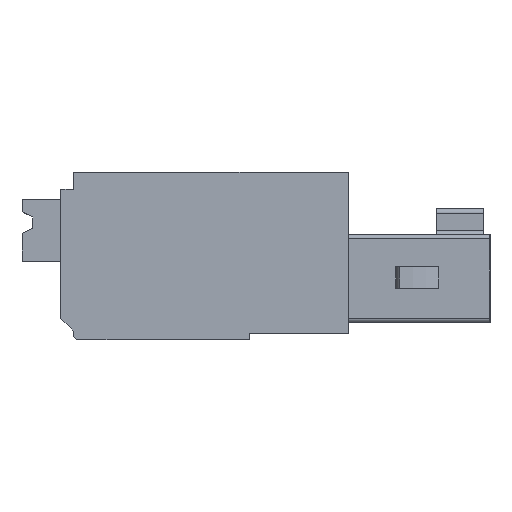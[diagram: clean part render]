
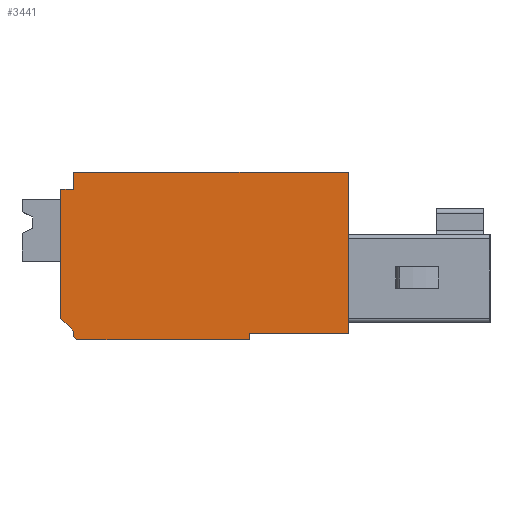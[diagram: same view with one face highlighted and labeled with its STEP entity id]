
A CAD part, left-side view. The second image highlights one B-rep face of the part: STEP entity #3441.
In plain terms, the highlighted planar face has unit normal (-1, 0, 0).
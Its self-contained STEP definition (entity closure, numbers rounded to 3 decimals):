
#770 = DIRECTION ( 'NONE',  ( 0., 0., 1. ) ) ;
#1450 = CARTESIAN_POINT ( 'NONE',  ( 0., 20., 7.8 ) ) ;
#1685 = PLANE ( 'NONE',  #34452 ) ;
#2156 = DIRECTION ( 'NONE',  ( 1., 0., 0. ) ) ;
#2203 = CARTESIAN_POINT ( 'NONE',  ( 0., 11.2, 0. ) ) ;
#2261 = DIRECTION ( 'NONE',  ( -1., 0., 0. ) ) ;
#2342 = ORIENTED_EDGE ( 'NONE', *, *, #31616, .T. ) ;
#2499 = CARTESIAN_POINT ( 'NONE',  ( 0., 19.4, 7.8 ) ) ;
#3011 = CARTESIAN_POINT ( 'NONE',  ( 0., 11.2, 0. ) ) ;
#3424 = CARTESIAN_POINT ( 'NONE',  ( 0., 11.2, 0.3 ) ) ;
#3441 = ADVANCED_FACE ( 'NONE', ( #26165 ), #1685, .F. ) ;
#3667 = DIRECTION ( 'NONE',  ( 0., -1., 0. ) ) ;
#3708 = CARTESIAN_POINT ( 'NONE',  ( 0., 20., 1. ) ) ;
#4747 = EDGE_CURVE ( 'NONE', #35335, #40005, #43045, .T. ) ;
#4771 = VECTOR ( 'NONE', #35004, 1000. ) ;
#5133 = VERTEX_POINT ( 'NONE', #32448 ) ;
#5484 = DIRECTION ( 'NONE',  ( 0., 0., -1. ) ) ;
#7225 = LINE ( 'NONE', #3424, #39357 ) ;
#7529 = VERTEX_POINT ( 'NONE', #27051 ) ;
#7787 = EDGE_CURVE ( 'NONE', #20126, #5133, #7225, .T. ) ;
#7795 = CARTESIAN_POINT ( 'NONE',  ( 0., 19.4, 0.25 ) ) ;
#8261 = EDGE_CURVE ( 'NONE', #15264, #20126, #16633, .T. ) ;
#9074 = VECTOR ( 'NONE', #770, 1000. ) ;
#9111 = CARTESIAN_POINT ( 'NONE',  ( 0., 6.6, 0.3 ) ) ;
#9533 = VECTOR ( 'NONE', #27899, 1000. ) ;
#9601 = DIRECTION ( 'NONE',  ( 0., 0., 1. ) ) ;
#9887 = DIRECTION ( 'NONE',  ( 0., 0., -1. ) ) ;
#10913 = CARTESIAN_POINT ( 'NONE',  ( 0., 20., 7.8 ) ) ;
#11797 = VECTOR ( 'NONE', #30211, 1000. ) ;
#11992 = VECTOR ( 'NONE', #25434, 1000. ) ;
#12614 = LINE ( 'NONE', #9111, #11797 ) ;
#12876 = EDGE_LOOP ( 'NONE', ( #33575, #20820, #45228, #20343, #42475, #37154, #2342, #35054, #15353, #32847, #15252 ) ) ;
#13067 = EDGE_CURVE ( 'NONE', #41987, #43511, #20474, .T. ) ;
#13560 = CARTESIAN_POINT ( 'NONE',  ( 0., 20., 7. ) ) ;
#14730 = EDGE_CURVE ( 'NONE', #43511, #40005, #20273, .T. ) ;
#15252 = ORIENTED_EDGE ( 'NONE', *, *, #7787, .T. ) ;
#15264 = VERTEX_POINT ( 'NONE', #3011 ) ;
#15353 = ORIENTED_EDGE ( 'NONE', *, *, #38140, .T. ) ;
#16302 = VECTOR ( 'NONE', #21150, 1000. ) ;
#16633 = LINE ( 'NONE', #2203, #29052 ) ;
#18636 = EDGE_CURVE ( 'NONE', #30303, #7529, #38454, .T. ) ;
#19493 = VERTEX_POINT ( 'NONE', #41546 ) ;
#19927 = EDGE_CURVE ( 'NONE', #5133, #39475, #12614, .T. ) ;
#20017 = CARTESIAN_POINT ( 'NONE',  ( 0., 19.4, 7. ) ) ;
#20126 = VERTEX_POINT ( 'NONE', #45659 ) ;
#20230 = LINE ( 'NONE', #30977, #9533 ) ;
#20265 = CARTESIAN_POINT ( 'NONE',  ( 0., 19.4, 7.8 ) ) ;
#20273 = LINE ( 'NONE', #20017, #34846 ) ;
#20343 = ORIENTED_EDGE ( 'NONE', *, *, #14730, .T. ) ;
#20474 = LINE ( 'NONE', #20265, #25519 ) ;
#20820 = ORIENTED_EDGE ( 'NONE', *, *, #45400, .F. ) ;
#21150 = DIRECTION ( 'NONE',  ( 0., -0.707, -0.707 ) ) ;
#24669 = CARTESIAN_POINT ( 'NONE',  ( 0., 20., 0. ) ) ;
#25434 = DIRECTION ( 'NONE',  ( 0., -1., 0. ) ) ;
#25457 = CARTESIAN_POINT ( 'NONE',  ( 0., 19.15, 0.25 ) ) ;
#25519 = VECTOR ( 'NONE', #9887, 1000. ) ;
#26165 = FACE_OUTER_BOUND ( 'NONE', #12876, .T. ) ;
#27051 = CARTESIAN_POINT ( 'NONE',  ( 0., 19.15, 0. ) ) ;
#27899 = DIRECTION ( 'NONE',  ( 0., 0., -1. ) ) ;
#29052 = VECTOR ( 'NONE', #34162, 1000. ) ;
#30211 = DIRECTION ( 'NONE',  ( 0., 0., 1. ) ) ;
#30303 = VERTEX_POINT ( 'NONE', #7795 ) ;
#30977 = CARTESIAN_POINT ( 'NONE',  ( 0., 19.4, 0.4 ) ) ;
#31270 = LINE ( 'NONE', #24669, #4771 ) ;
#31616 = EDGE_CURVE ( 'NONE', #19493, #30303, #20230, .T. ) ;
#31684 = EDGE_CURVE ( 'NONE', #35335, #19493, #45950, .T. ) ;
#32448 = CARTESIAN_POINT ( 'NONE',  ( 0., 6.6, 0.3 ) ) ;
#32847 = ORIENTED_EDGE ( 'NONE', *, *, #8261, .T. ) ;
#33575 = ORIENTED_EDGE ( 'NONE', *, *, #19927, .T. ) ;
#33606 = DIRECTION ( 'NONE',  ( 0., 1., 0. ) ) ;
#34053 = CARTESIAN_POINT ( 'NONE',  ( 0., 6.6, 7.8 ) ) ;
#34162 = DIRECTION ( 'NONE',  ( 0., 0., 1. ) ) ;
#34452 = AXIS2_PLACEMENT_3D ( 'NONE', #1450, #2156, #5484 ) ;
#34603 = CARTESIAN_POINT ( 'NONE',  ( 0., 19.4, 7. ) ) ;
#34846 = VECTOR ( 'NONE', #33606, 1000. ) ;
#35004 = DIRECTION ( 'NONE',  ( 0., -1., 0. ) ) ;
#35054 = ORIENTED_EDGE ( 'NONE', *, *, #18636, .T. ) ;
#35335 = VERTEX_POINT ( 'NONE', #3708 ) ;
#37154 = ORIENTED_EDGE ( 'NONE', *, *, #31684, .T. ) ;
#38140 = EDGE_CURVE ( 'NONE', #7529, #15264, #31270, .T. ) ;
#38454 = CIRCLE ( 'NONE', #39205, 0.25 ) ;
#39205 = AXIS2_PLACEMENT_3D ( 'NONE', #25457, #2261, #9601 ) ;
#39357 = VECTOR ( 'NONE', #3667, 1000. ) ;
#39367 = CARTESIAN_POINT ( 'NONE',  ( 0., 20., 1. ) ) ;
#39475 = VERTEX_POINT ( 'NONE', #34053 ) ;
#39718 = LINE ( 'NONE', #43245, #11992 ) ;
#40005 = VERTEX_POINT ( 'NONE', #13560 ) ;
#41546 = CARTESIAN_POINT ( 'NONE',  ( 0., 19.4, 0.4 ) ) ;
#41987 = VERTEX_POINT ( 'NONE', #2499 ) ;
#42475 = ORIENTED_EDGE ( 'NONE', *, *, #4747, .F. ) ;
#43045 = LINE ( 'NONE', #10913, #9074 ) ;
#43245 = CARTESIAN_POINT ( 'NONE',  ( 0., 20., 7.8 ) ) ;
#43511 = VERTEX_POINT ( 'NONE', #34603 ) ;
#45228 = ORIENTED_EDGE ( 'NONE', *, *, #13067, .T. ) ;
#45400 = EDGE_CURVE ( 'NONE', #41987, #39475, #39718, .T. ) ;
#45659 = CARTESIAN_POINT ( 'NONE',  ( 0., 11.2, 0.3 ) ) ;
#45950 = LINE ( 'NONE', #39367, #16302 ) ;
